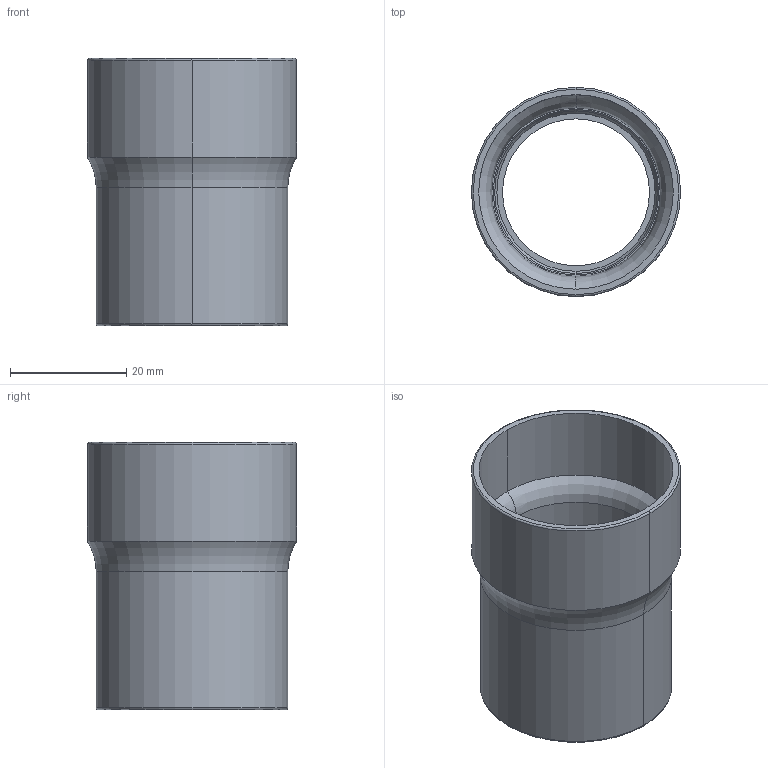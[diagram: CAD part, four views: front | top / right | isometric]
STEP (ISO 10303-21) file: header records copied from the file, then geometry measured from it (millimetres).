
FILE_DESCRIPTION((''),'2;1');
FILE_NAME('4027041196','2023-08-30T16:12:08',('a00565553'),(''),'CREO PARAMETRIC BY PTC INC, 2022414','CREO PARAMETRIC BY PTC INC, 2022414','');
FILE_SCHEMA(('CONFIG_CONTROL_DESIGN','GEOMETRIC_VALIDATION_PROPERTIES_MIM'));
Length unit declared in the file: millimetre
Products named in the file (1): 4027041196
Bounding box: 36 x 36 x 46 mm (x, y, z)
Volume: 10272.5 mm3; surface area: 11365.6 mm2
Topology: 1 solids, 2 shells, 35 faces, 72 edges, 42 vertices
Faces by surface type: cylinder 16, torus 10, plane 5, cone 4
Entity records: 1308 total; most frequent: DIRECTION 196, CARTESIAN_POINT 152, ORIENTED_EDGE 140, AXIS2_PLACEMENT_3D 88, PRESENTATION_STYLE_ASSIGNMENT 74, STYLED_ITEM 74, CURVE_STYLE 72, EDGE_CURVE 72
